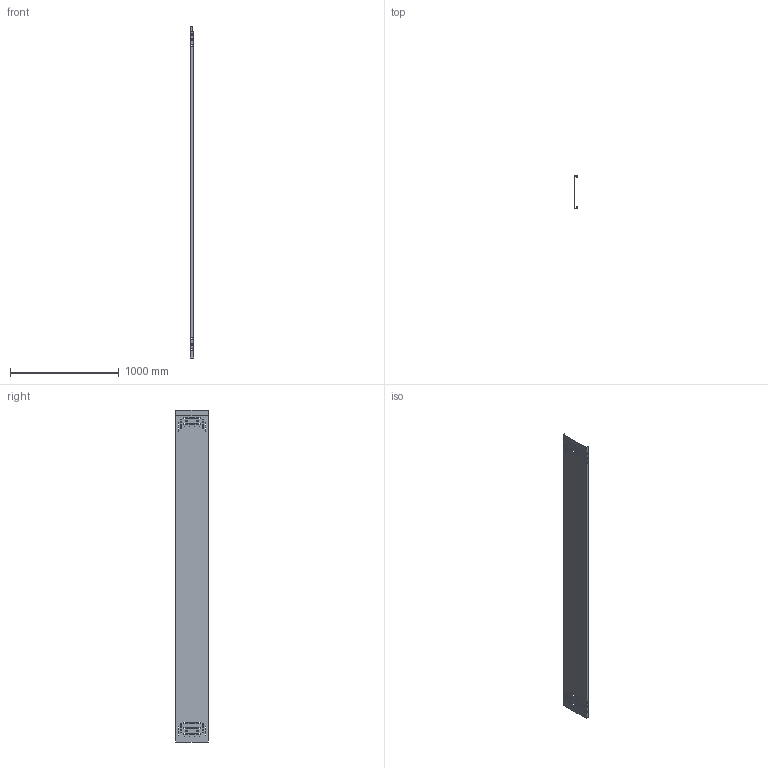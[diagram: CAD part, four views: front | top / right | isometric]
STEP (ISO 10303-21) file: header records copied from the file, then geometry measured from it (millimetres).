
FILE_DESCRIPTION((''),'2;1');
FILE_NAME('6047460','2012-08-28T',('AndreasKeweloh'),(''),'PRO/ENGINEER BY PARAMETRIC TECHNOLOGY CORPORATION, 2012130','PRO/ENGINEER BY PARAMETRIC TECHNOLOGY CORPORATION, 2012130','');
FILE_SCHEMA(('CONFIG_CONTROL_DESIGN'));
Length unit declared in the file: millimetre
Products named in the file (1): 6047460
Bounding box: 35.94 x 303 x 3050 mm (x, y, z)
Volume: 859763.3 mm3; surface area: 2395700.7 mm2
Topology: 1 solids, 1 shells, 276 faces, 778 edges, 500 vertices
Faces by surface type: cylinder 138, plane 114, torus 10, cone 8, sphere 4, bspline 2
Entity records: 9218 total; most frequent: DIRECTION 1626, CARTESIAN_POINT 1580, ORIENTED_EDGE 1548, EDGE_CURVE 774, AXIS2_PLACEMENT_3D 578, VERTEX_POINT 500, VECTOR 470, LINE 470
